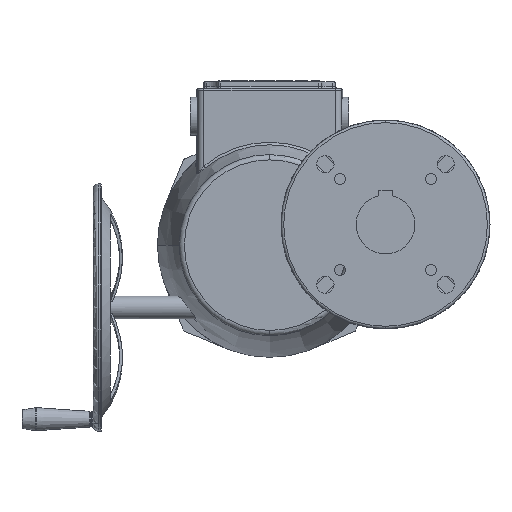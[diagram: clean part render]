
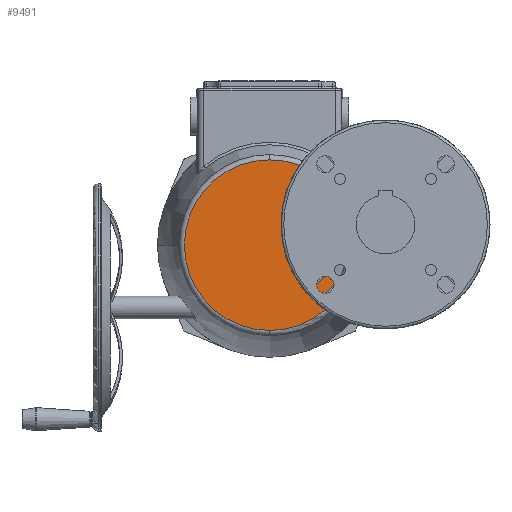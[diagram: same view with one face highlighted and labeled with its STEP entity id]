
A CAD part, front view. The second image highlights one B-rep face of the part: STEP entity #9491.
In plain terms, the highlighted planar face has unit normal (0, -1, 0).
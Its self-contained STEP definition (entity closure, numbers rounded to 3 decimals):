
#277 = CIRCLE ( 'NONE', #3082, 82.856 ) ;
#283 = CIRCLE ( 'NONE', #3084, 73.955 ) ;
#307 = CIRCLE ( 'NONE', #3093, 82.856 ) ;
#308 = CIRCLE ( 'NONE', #3096, 89.535 ) ;
#311 = CIRCLE ( 'NONE', #3098, 89.535 ) ;
#2102 = CARTESIAN_POINT ( 'NONE',  ( 0., -399.796, 0. ) ) ;
#2103 = DIRECTION ( 'NONE',  ( 0., -1., 0. ) ) ;
#2104 = DIRECTION ( 'NONE',  ( 0., 0., -1. ) ) ;
#2117 = CARTESIAN_POINT ( 'NONE',  ( 112.522, -399.796, 20.066 ) ) ;
#2118 = DIRECTION ( 'NONE',  ( 0., 1., 0. ) ) ;
#2119 = DIRECTION ( 'NONE',  ( 0., 0., 1. ) ) ;
#2243 = CARTESIAN_POINT ( 'NONE',  ( 112.522, -399.796, 94.021 ) ) ;
#2244 = CARTESIAN_POINT ( 'NONE',  ( 112.522, -399.796, -53.889 ) ) ;
#2256 = CARTESIAN_POINT ( 'NONE',  ( 0., -399.796, 82.856 ) ) ;
#2257 = CARTESIAN_POINT ( 'NONE',  ( 39.993, -399.796, 72.565 ) ) ;
#2260 = CARTESIAN_POINT ( 'NONE',  ( 62.611, -399.796, -54.267 ) ) ;
#2262 = CARTESIAN_POINT ( 'NONE',  ( 112.522, -399.796, 109.601 ) ) ;
#2263 = CARTESIAN_POINT ( 'NONE',  ( 112.522, -399.796, -69.469 ) ) ;
#2267 = CARTESIAN_POINT ( 'NONE',  ( 0., -399.796, -82.856 ) ) ;
#3082 = AXIS2_PLACEMENT_3D ( 'NONE', #2102, #2103, #2104 ) ;
#3084 = AXIS2_PLACEMENT_3D ( 'NONE', #2117, #2118, #2119 ) ;
#3093 = AXIS2_PLACEMENT_3D ( 'NONE', #6866, #6867, #6868 ) ;
#3096 = AXIS2_PLACEMENT_3D ( 'NONE', #6898, #6899, #6900 ) ;
#3098 = AXIS2_PLACEMENT_3D ( 'NONE', #6906, #6907, #6908 ) ;
#3386 = AXIS2_PLACEMENT_3D ( 'NONE', #6399, #6400, #6401 ) ;
#3387 = AXIS2_PLACEMENT_3D ( 'NONE', #6403, #6404, #6405 ) ;
#3388 = AXIS2_PLACEMENT_3D ( 'NONE', #6406, #6407, #6408 ) ;
#3712 = ORIENTED_EDGE ( 'NONE', *, *, #15094, .T. ) ;
#3713 = ORIENTED_EDGE ( 'NONE', *, *, #5314, .T. ) ;
#3714 = ORIENTED_EDGE ( 'NONE', *, *, #5312, .T. ) ;
#3715 = ORIENTED_EDGE ( 'NONE', *, *, #15089, .T. ) ;
#3716 = ORIENTED_EDGE ( 'NONE', *, *, #15111, .T. ) ;
#3717 = ORIENTED_EDGE ( 'NONE', *, *, #5313, .T. ) ;
#3718 = ORIENTED_EDGE ( 'NONE', *, *, #15118, .T. ) ;
#3719 = ORIENTED_EDGE ( 'NONE', *, *, #15115, .T. ) ;
#5312 = EDGE_CURVE ( 'NONE', #8854, #8847, #5997, .T. ) ;
#5313 = EDGE_CURVE ( 'NONE', #8849, #8844, #5998, .T. ) ;
#5314 = EDGE_CURVE ( 'NONE', #8831, #8830, #6000, .T. ) ;
#5997 = CIRCLE ( 'NONE', #3386, 82.856 ) ;
#5998 = CIRCLE ( 'NONE', #3387, 89.535 ) ;
#6000 = CIRCLE ( 'NONE', #3388, 73.955 ) ;
#6399 = CARTESIAN_POINT ( 'NONE',  ( 0., -399.796, 0. ) ) ;
#6400 = DIRECTION ( 'NONE',  ( 0., -1., 0. ) ) ;
#6401 = DIRECTION ( 'NONE',  ( 0., 0., -1. ) ) ;
#6403 = CARTESIAN_POINT ( 'NONE',  ( 112.522, -399.796, 20.066 ) ) ;
#6404 = DIRECTION ( 'NONE',  ( 0., -1., 0. ) ) ;
#6405 = DIRECTION ( 'NONE',  ( 0., 0., -1. ) ) ;
#6406 = CARTESIAN_POINT ( 'NONE',  ( 112.522, -399.796, 20.066 ) ) ;
#6407 = DIRECTION ( 'NONE',  ( 0., 1., 0. ) ) ;
#6408 = DIRECTION ( 'NONE',  ( 0., 0., 1. ) ) ;
#6866 = CARTESIAN_POINT ( 'NONE',  ( 0., -399.796, 0. ) ) ;
#6867 = DIRECTION ( 'NONE',  ( 0., -1., 0. ) ) ;
#6868 = DIRECTION ( 'NONE',  ( 0., 0., -1. ) ) ;
#6898 = CARTESIAN_POINT ( 'NONE',  ( 112.522, -399.796, 20.066 ) ) ;
#6899 = DIRECTION ( 'NONE',  ( 0., -1., 0. ) ) ;
#6900 = DIRECTION ( 'NONE',  ( 0., 0., -1. ) ) ;
#6906 = CARTESIAN_POINT ( 'NONE',  ( 112.522, -399.796, 20.066 ) ) ;
#6907 = DIRECTION ( 'NONE',  ( 0., -1., 0. ) ) ;
#6908 = DIRECTION ( 'NONE',  ( 0., 0., -1. ) ) ;
#8830 = VERTEX_POINT ( 'NONE', #2243 ) ;
#8831 = VERTEX_POINT ( 'NONE', #2244 ) ;
#8843 = VERTEX_POINT ( 'NONE', #2256 ) ;
#8844 = VERTEX_POINT ( 'NONE', #2257 ) ;
#8847 = VERTEX_POINT ( 'NONE', #2260 ) ;
#8849 = VERTEX_POINT ( 'NONE', #2262 ) ;
#8850 = VERTEX_POINT ( 'NONE', #2263 ) ;
#8854 = VERTEX_POINT ( 'NONE', #2267 ) ;
#9300 = AXIS2_PLACEMENT_3D ( 'NONE', #13875, #13880, #13881 ) ;
#9491 = ADVANCED_FACE ( 'NONE', ( #16459, #16456 ), #13878, .T. ) ;
#13875 = CARTESIAN_POINT ( 'NONE',  ( 0., -399.796, 0. ) ) ;
#13878 = PLANE ( 'NONE',  #9300 ) ;
#13880 = DIRECTION ( 'NONE',  ( 0., -1., 0. ) ) ;
#13881 = DIRECTION ( 'NONE',  ( 0., 0., -1. ) ) ;
#15089 = EDGE_CURVE ( 'NONE', #8843, #8854, #277, .T. ) ;
#15094 = EDGE_CURVE ( 'NONE', #8830, #8831, #283, .T. ) ;
#15111 = EDGE_CURVE ( 'NONE', #8844, #8843, #307, .T. ) ;
#15115 = EDGE_CURVE ( 'NONE', #8847, #8850, #308, .T. ) ;
#15118 = EDGE_CURVE ( 'NONE', #8850, #8849, #311, .T. ) ;
#15489 = EDGE_LOOP ( 'NONE', ( #3713, #3712 ) ) ;
#15496 = EDGE_LOOP ( 'NONE', ( #3719, #3718, #3717, #3716, #3715, #3714 ) ) ;
#16456 = FACE_BOUND ( 'NONE', #15489, .T. ) ;
#16459 = FACE_OUTER_BOUND ( 'NONE', #15496, .T. ) ;
